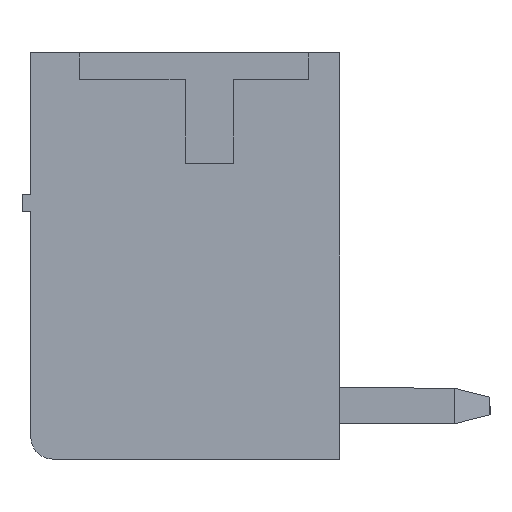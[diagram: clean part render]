
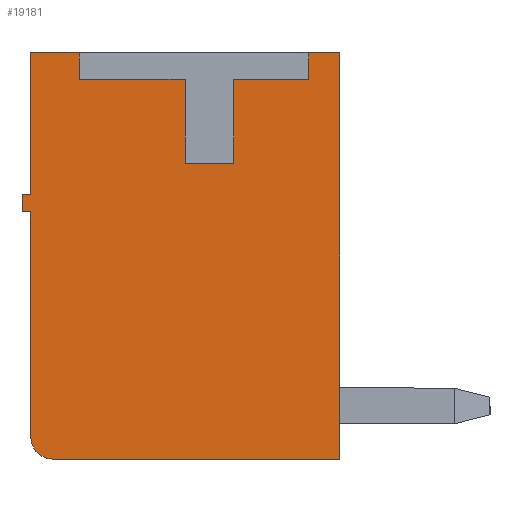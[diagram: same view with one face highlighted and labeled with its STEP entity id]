
A CAD part, left-side view. The second image highlights one B-rep face of the part: STEP entity #19181.
In plain terms, the highlighted planar face has unit normal (-1, 0, 0).
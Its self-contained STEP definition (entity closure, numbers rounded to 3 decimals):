
#151 = DIRECTION ( 'NONE',  ( 0., 0., -1. ) ) ;
#483 = CARTESIAN_POINT ( 'NONE',  ( 0., 9.2, -3.5 ) ) ;
#915 = CARTESIAN_POINT ( 'NONE',  ( 0., 9.9, 2.5 ) ) ;
#1676 = VERTEX_POINT ( 'NONE', #10155 ) ;
#1709 = VERTEX_POINT ( 'NONE', #33489 ) ;
#1832 = ORIENTED_EDGE ( 'NONE', *, *, #24295, .F. ) ;
#1882 = EDGE_CURVE ( 'NONE', #19308, #7347, #24502, .T. ) ;
#2501 = DIRECTION ( 'NONE',  ( 0., -1., 0. ) ) ;
#2505 = DIRECTION ( 'NONE',  ( 0., 1., 0. ) ) ;
#2724 = CARTESIAN_POINT ( 'NONE',  ( 0., 8.605, 5.7 ) ) ;
#2735 = DIRECTION ( 'NONE',  ( 0., 0., -1. ) ) ;
#3840 = VERTEX_POINT ( 'NONE', #24556 ) ;
#4279 = ORIENTED_EDGE ( 'NONE', *, *, #31309, .F. ) ;
#4328 = VECTOR ( 'NONE', #2735, 1000. ) ;
#4331 = VERTEX_POINT ( 'NONE', #483 ) ;
#4432 = LINE ( 'NONE', #6809, #15134 ) ;
#4461 = CARTESIAN_POINT ( 'NONE',  ( 0., 9.7, 5.7 ) ) ;
#4509 = ORIENTED_EDGE ( 'NONE', *, *, #9474, .F. ) ;
#5063 = DIRECTION ( 'NONE',  ( 0., 0., -1. ) ) ;
#5202 = VECTOR ( 'NONE', #12251, 1000. ) ;
#5383 = CARTESIAN_POINT ( 'NONE',  ( 0., 9.7, 2.5 ) ) ;
#5554 = ORIENTED_EDGE ( 'NONE', *, *, #28677, .T. ) ;
#5599 = VERTEX_POINT ( 'NONE', #11602 ) ;
#6809 = CARTESIAN_POINT ( 'NONE',  ( 0., 9.7, 2.1 ) ) ;
#6892 = VERTEX_POINT ( 'NONE', #25476 ) ;
#7279 = EDGE_CURVE ( 'NONE', #1676, #1709, #28518, .T. ) ;
#7292 = DIRECTION ( 'NONE',  ( 1., 0., 0. ) ) ;
#7347 = VERTEX_POINT ( 'NONE', #26136 ) ;
#7408 = ORIENTED_EDGE ( 'NONE', *, *, #1882, .T. ) ;
#7453 = CARTESIAN_POINT ( 'NONE',  ( 0., 6.205, 3.2 ) ) ;
#7616 = CARTESIAN_POINT ( 'NONE',  ( 0., 3.405, 5.7 ) ) ;
#7664 = EDGE_CURVE ( 'NONE', #1709, #23470, #23616, .T. ) ;
#7761 = PLANE ( 'NONE',  #27313 ) ;
#8044 = CARTESIAN_POINT ( 'NONE',  ( 0., 5.105, 3.2 ) ) ;
#8381 = DIRECTION ( 'NONE',  ( 0., 1., 0. ) ) ;
#8460 = VERTEX_POINT ( 'NONE', #25780 ) ;
#9474 = EDGE_CURVE ( 'NONE', #31526, #17385, #18409, .T. ) ;
#9855 = DIRECTION ( 'NONE',  ( 0., 0., -1. ) ) ;
#10126 = VECTOR ( 'NONE', #33927, 1000. ) ;
#10155 = CARTESIAN_POINT ( 'NONE',  ( 0., 5.105, 5.1 ) ) ;
#10617 = CARTESIAN_POINT ( 'NONE',  ( 0., 3.405, 5.7 ) ) ;
#10870 = ORIENTED_EDGE ( 'NONE', *, *, #18804, .T. ) ;
#10883 = DIRECTION ( 'NONE',  ( 0., 0., 1. ) ) ;
#11550 = ORIENTED_EDGE ( 'NONE', *, *, #21189, .T. ) ;
#11602 = CARTESIAN_POINT ( 'NONE',  ( 0., 6.205, 5.1 ) ) ;
#12223 = ORIENTED_EDGE ( 'NONE', *, *, #7279, .T. ) ;
#12251 = DIRECTION ( 'NONE',  ( 0., -1., 0. ) ) ;
#13083 = ORIENTED_EDGE ( 'NONE', *, *, #16551, .T. ) ;
#13361 = LINE ( 'NONE', #20885, #25034 ) ;
#14275 = VECTOR ( 'NONE', #20466, 1000. ) ;
#14373 = VECTOR ( 'NONE', #151, 1000. ) ;
#14595 = VECTOR ( 'NONE', #2501, 1000. ) ;
#14912 = CARTESIAN_POINT ( 'NONE',  ( 0., 3.405, 5.1 ) ) ;
#15134 = VECTOR ( 'NONE', #27714, 1000. ) ;
#15159 = VECTOR ( 'NONE', #10883, 1000. ) ;
#15661 = ORIENTED_EDGE ( 'NONE', *, *, #15983, .T. ) ;
#15983 = EDGE_CURVE ( 'NONE', #25620, #17537, #4432, .T. ) ;
#16233 = CARTESIAN_POINT ( 'NONE',  ( 0., 6.205, 5.1 ) ) ;
#16544 = VECTOR ( 'NONE', #8381, 1000. ) ;
#16551 = EDGE_CURVE ( 'NONE', #21604, #17385, #32290, .T. ) ;
#16553 = VECTOR ( 'NONE', #31849, 1000. ) ;
#16629 = CARTESIAN_POINT ( 'NONE',  ( 0., 5.105, 5.1 ) ) ;
#16688 = CARTESIAN_POINT ( 'NONE',  ( 0., 9.7, -3. ) ) ;
#16713 = LINE ( 'NONE', #27496, #5202 ) ;
#16724 = CARTESIAN_POINT ( 'NONE',  ( 0., 9.2, -3. ) ) ;
#16815 = LINE ( 'NONE', #915, #17713 ) ;
#16862 = EDGE_CURVE ( 'NONE', #8460, #25620, #13361, .T. ) ;
#17183 = CARTESIAN_POINT ( 'NONE',  ( 0., 6.205, 3.2 ) ) ;
#17301 = EDGE_CURVE ( 'NONE', #4331, #17537, #30550, .T. ) ;
#17385 = VERTEX_POINT ( 'NONE', #30616 ) ;
#17537 = VERTEX_POINT ( 'NONE', #16688 ) ;
#17585 = FACE_OUTER_BOUND ( 'NONE', #30150, .T. ) ;
#17713 = VECTOR ( 'NONE', #22276, 1000. ) ;
#18409 = LINE ( 'NONE', #33876, #14595 ) ;
#18804 = EDGE_CURVE ( 'NONE', #25472, #19308, #22399, .T. ) ;
#19077 = CARTESIAN_POINT ( 'NONE',  ( 0., 2.7, -3.5 ) ) ;
#19181 = ADVANCED_FACE ( 'NONE', ( #17585 ), #7761, .T. ) ;
#19308 = VERTEX_POINT ( 'NONE', #5383 ) ;
#20121 = ORIENTED_EDGE ( 'NONE', *, *, #24334, .T. ) ;
#20290 = CARTESIAN_POINT ( 'NONE',  ( 0., 2.7, -3.5 ) ) ;
#20445 = ORIENTED_EDGE ( 'NONE', *, *, #31374, .T. ) ;
#20466 = DIRECTION ( 'NONE',  ( 0., 0., 1. ) ) ;
#20529 = CARTESIAN_POINT ( 'NONE',  ( 0., 9.7, 2.1 ) ) ;
#20885 = CARTESIAN_POINT ( 'NONE',  ( 0., 9.9, 2.1 ) ) ;
#20968 = ORIENTED_EDGE ( 'NONE', *, *, #27175, .F. ) ;
#21189 = EDGE_CURVE ( 'NONE', #31526, #3840, #26379, .T. ) ;
#21604 = VERTEX_POINT ( 'NONE', #33222 ) ;
#21849 = LINE ( 'NONE', #16233, #16553 ) ;
#22276 = DIRECTION ( 'NONE',  ( 0., 0., -1. ) ) ;
#22399 = LINE ( 'NONE', #32390, #26201 ) ;
#22539 = DIRECTION ( 'NONE',  ( 0., 0., -1. ) ) ;
#22592 = ORIENTED_EDGE ( 'NONE', *, *, #17301, .F. ) ;
#22635 = ORIENTED_EDGE ( 'NONE', *, *, #7664, .T. ) ;
#22857 = LINE ( 'NONE', #20290, #27948 ) ;
#23060 = VECTOR ( 'NONE', #5063, 1000. ) ;
#23129 = ORIENTED_EDGE ( 'NONE', *, *, #30740, .T. ) ;
#23470 = VERTEX_POINT ( 'NONE', #17183 ) ;
#23575 = CARTESIAN_POINT ( 'NONE',  ( 0., 8.605, 5.7 ) ) ;
#23616 = LINE ( 'NONE', #8044, #16544 ) ;
#23687 = DIRECTION ( 'NONE',  ( -1., 0., 0. ) ) ;
#24295 = EDGE_CURVE ( 'NONE', #21604, #4331, #22857, .T. ) ;
#24334 = EDGE_CURVE ( 'NONE', #23470, #5599, #33709, .T. ) ;
#24379 = ORIENTED_EDGE ( 'NONE', *, *, #16862, .T. ) ;
#24502 = LINE ( 'NONE', #30010, #26947 ) ;
#24556 = CARTESIAN_POINT ( 'NONE',  ( 0., 3.405, 5.1 ) ) ;
#24671 = DIRECTION ( 'NONE',  ( 0., 1., 0. ) ) ;
#25034 = VECTOR ( 'NONE', #32722, 1000. ) ;
#25472 = VERTEX_POINT ( 'NONE', #4461 ) ;
#25476 = CARTESIAN_POINT ( 'NONE',  ( 0., 8.605, 5.1 ) ) ;
#25620 = VERTEX_POINT ( 'NONE', #20529 ) ;
#25780 = CARTESIAN_POINT ( 'NONE',  ( 0., 9.9, 2.1 ) ) ;
#26136 = CARTESIAN_POINT ( 'NONE',  ( 0., 9.9, 2.5 ) ) ;
#26194 = LINE ( 'NONE', #2724, #14373 ) ;
#26201 = VECTOR ( 'NONE', #32915, 1000. ) ;
#26379 = LINE ( 'NONE', #10617, #4328 ) ;
#26947 = VECTOR ( 'NONE', #24671, 1000. ) ;
#27175 = EDGE_CURVE ( 'NONE', #25472, #28057, #16713, .T. ) ;
#27313 = AXIS2_PLACEMENT_3D ( 'NONE', #30293, #23687, #22539 ) ;
#27496 = CARTESIAN_POINT ( 'NONE',  ( 0., 9.7, 5.7 ) ) ;
#27714 = DIRECTION ( 'NONE',  ( 0., 0., -1. ) ) ;
#27934 = LINE ( 'NONE', #14912, #10126 ) ;
#27948 = VECTOR ( 'NONE', #2505, 1000. ) ;
#28057 = VERTEX_POINT ( 'NONE', #23575 ) ;
#28518 = LINE ( 'NONE', #16629, #23060 ) ;
#28677 = EDGE_CURVE ( 'NONE', #3840, #1676, #27934, .T. ) ;
#29930 = AXIS2_PLACEMENT_3D ( 'NONE', #16724, #7292, #9855 ) ;
#30010 = CARTESIAN_POINT ( 'NONE',  ( 0., 9.7, 2.5 ) ) ;
#30150 = EDGE_LOOP ( 'NONE', ( #22592, #1832, #13083, #4509, #11550, #5554, #12223, #22635, #20121, #20445, #4279, #20968, #10870, #7408, #23129, #24379, #15661 ) ) ;
#30293 = CARTESIAN_POINT ( 'NONE',  ( 0., 18.7, 8.829 ) ) ;
#30550 = CIRCLE ( 'NONE', #29930, 0.5 ) ;
#30616 = CARTESIAN_POINT ( 'NONE',  ( 0., 2.7, 5.7 ) ) ;
#30740 = EDGE_CURVE ( 'NONE', #7347, #8460, #16815, .T. ) ;
#31309 = EDGE_CURVE ( 'NONE', #28057, #6892, #26194, .T. ) ;
#31374 = EDGE_CURVE ( 'NONE', #5599, #6892, #21849, .T. ) ;
#31526 = VERTEX_POINT ( 'NONE', #7616 ) ;
#31849 = DIRECTION ( 'NONE',  ( 0., 1., 0. ) ) ;
#32290 = LINE ( 'NONE', #19077, #15159 ) ;
#32390 = CARTESIAN_POINT ( 'NONE',  ( 0., 9.7, 5.7 ) ) ;
#32722 = DIRECTION ( 'NONE',  ( 0., -1., 0. ) ) ;
#32915 = DIRECTION ( 'NONE',  ( 0., 0., -1. ) ) ;
#33222 = CARTESIAN_POINT ( 'NONE',  ( 0., 2.7, -3.5 ) ) ;
#33489 = CARTESIAN_POINT ( 'NONE',  ( 0., 5.105, 3.2 ) ) ;
#33709 = LINE ( 'NONE', #7453, #14275 ) ;
#33876 = CARTESIAN_POINT ( 'NONE',  ( 0., 3.405, 5.7 ) ) ;
#33927 = DIRECTION ( 'NONE',  ( 0., 1., 0. ) ) ;
